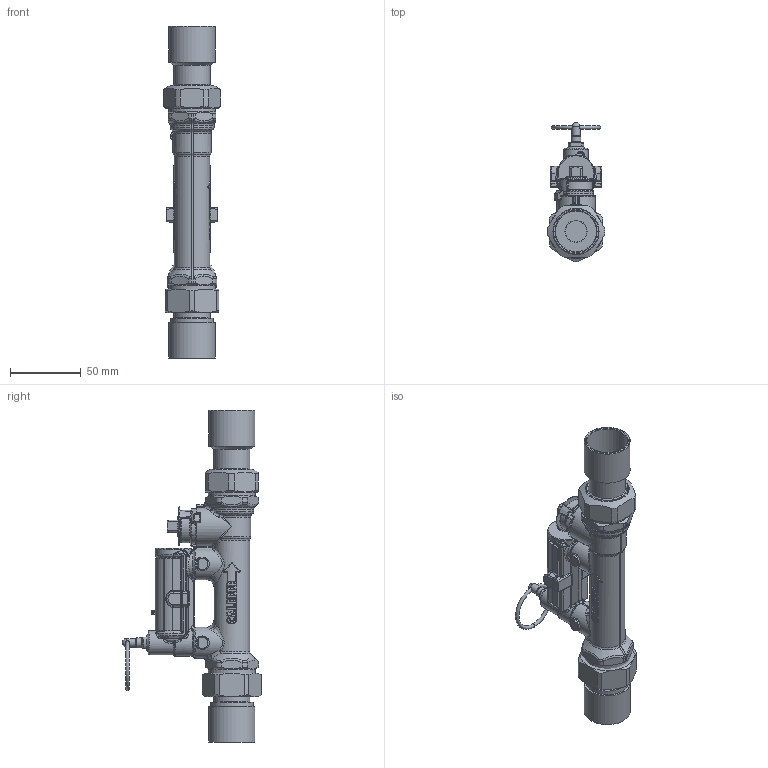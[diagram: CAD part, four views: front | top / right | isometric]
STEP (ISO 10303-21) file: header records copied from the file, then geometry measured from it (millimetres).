
FILE_DESCRIPTION(/* description */ (''),/* implementation_level */ '2;1');
FILE_NAME(/* name */ '132639AFC.stp',/* time_stamp */ '2025-07-09T16:19:14-05:00',/* author */ ('ischreiner'),/* organization */ (''),/* preprocessor_version */ 'ST-DEVELOPER v20',/* originating_system */ 'Autodesk Inventor 2024',/* authorisation */ '');
FILE_SCHEMA (('AUTOMOTIVE_DESIGN { 1 0 10303 214 3 1 1 }'));
Products named in the file (5): 132639AFC; 132637 - TST; 59834A; F0015064 TP 1 SWT for check; F61008 - 1 inch union nut
Assembly tree (4 placements, depth 2):
  132639AFC
    132637 - TST
    59834A
    F0015064 TP 1 SWT for check
    F61008 - 1 inch union nut
Bounding box: 40.63 x 98 x 233.88 mm (x, y, z)
Volume: 197770.6 mm3; surface area: 61568.8 mm2
Topology: 7 solids, 7 shells, 1814 faces, 4253 edges, 2410 vertices
Faces by surface type: bspline 924, cylinder 380, plane 260, sphere 107, cone 75, torus 68
Full cylindrical faces by diameter (mm): 2.5 x1, 3 x1, 3.1 x1, 3.3 x1, 4.1 x1, 4.2 x1, 6 x2, 7 x1, 14.5 x1, 15 x1, 17 x1, 20.066 x1, 20.1 x2, 20.6 x2, 22 x2, 22.7 x2, 24.2 x1, 25.4 x2, 25.5 x1, 26 x1, 26.924 x1, 28.4 x1, 28.7 x1, 28.702 x1, 29.972 x1, 30.3 x1, 30.302 x2, 32.5 x1, 32.512 x1, 33.1 x2
Entity records: 105874 total; most frequent: CARTESIAN_POINT 68706, ORIENTED_EDGE 8342, DIRECTION 6658, EDGE_CURVE 4171, AXIS2_PLACEMENT_3D 2900, VERTEX_POINT 2410, EDGE_LOOP 1869, FACE_OUTER_BOUND 1814
